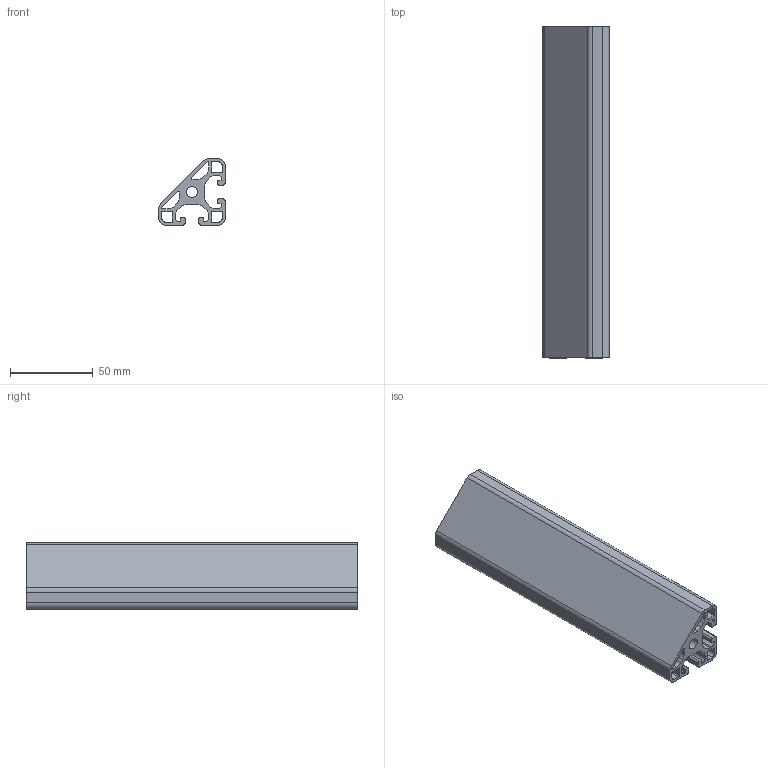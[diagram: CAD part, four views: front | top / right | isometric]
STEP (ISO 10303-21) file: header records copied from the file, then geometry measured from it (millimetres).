
FILE_DESCRIPTION(/* description */ ('Aluminiumprofil 40x40L 45°'),/* implementation_level */ '2;1');
FILE_NAME(/* name */ 'Syskomp 281404951 Aluminiumprofil 40x40L 45°.stp',/* time_stamp */ '2017-06-06T11:13:13+02:00',/* author */ ('wheldmann'),/* organization */ (''),/* preprocessor_version */ 'ST-DEVELOPER v16.1',/* originating_system */ 'Autodesk Inventor 2016',/* authorisation */ ' ');
FILE_SCHEMA (('AUTOMOTIVE_DESIGN { 1 0 10303 214 3 1 1 }'));
Length unit declared in the file: millimetre
Products named in the file (1): 281404951 Aluminiumprofil 40x40L 45° - 200
Bounding box: 40 x 200 x 40 mm (x, y, z)
Volume: 111383.5 mm3; surface area: 79878.5 mm2
Topology: 1 solids, 1 shells, 105 faces, 309 edges, 206 vertices
Faces by surface type: cylinder 54, plane 51
Full cylindrical faces by diameter (mm): 6.8 x1
Entity records: 3574 total; most frequent: DIRECTION 628, CARTESIAN_POINT 620, ORIENTED_EDGE 616, EDGE_CURVE 308, AXIS2_PLACEMENT_3D 214, VERTEX_POINT 206, LINE 200, VECTOR 200
